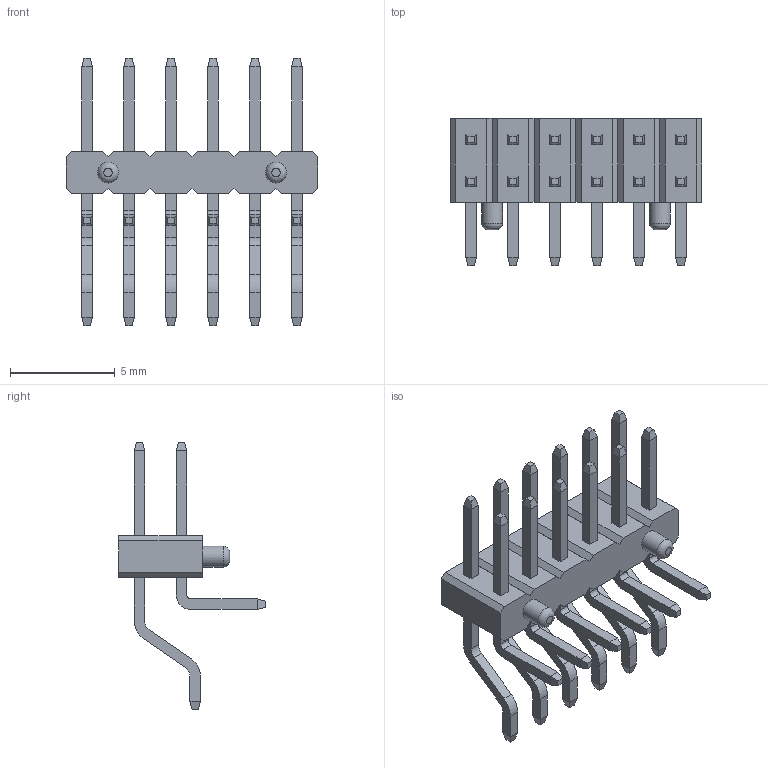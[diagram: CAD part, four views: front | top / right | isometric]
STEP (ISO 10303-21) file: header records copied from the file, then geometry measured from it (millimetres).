
FILE_DESCRIPTION(/* description */ (''),/* implementation_level */ '2;1');
FILE_NAME(/* name */ '7355-11-12-xx-10-ST.stp',/* time_stamp */ '2025-09-08T15:09:52+02:00',/* author */ ('Andreas.Larin'),/* organization */ (''),/* preprocessor_version */ 'ST-DEVELOPER v20',/* originating_system */ 'Autodesk Inventor 2025',/* authorisation */ '');
FILE_SCHEMA (('AUTOMOTIVE_DESIGN { 1 0 10303 214 3 1 1 }'));
Length unit declared in the file: millimetre
Products named in the file (1): 7355-11-12-xx-10-ST
Bounding box: 12 x 7 x 12.75 mm (x, y, z)
Volume: 126.4 mm3; surface area: 423 mm2
Topology: 1 solids, 1 shells, 334 faces, 822 edges, 516 vertices
Faces by surface type: plane 294, cylinder 38, bspline 2
Full cylindrical faces by diameter (mm): 1 x2
Entity records: 9984 total; most frequent: CARTESIAN_POINT 1725, ORIENTED_EDGE 1644, DIRECTION 1570, EDGE_CURVE 822, LINE 740, VECTOR 740, VERTEX_POINT 516, AXIS2_PLACEMENT_3D 415
